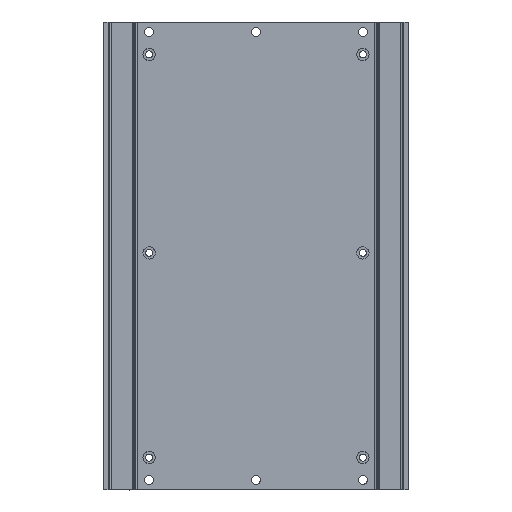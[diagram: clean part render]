
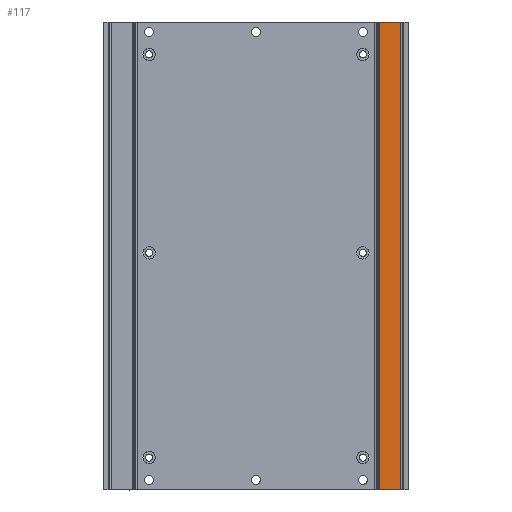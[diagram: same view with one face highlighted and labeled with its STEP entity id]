
A CAD part, left-side view. The second image highlights one B-rep face of the part: STEP entity #117.
In plain terms, the highlighted planar face has unit normal (-1, 0, 0).
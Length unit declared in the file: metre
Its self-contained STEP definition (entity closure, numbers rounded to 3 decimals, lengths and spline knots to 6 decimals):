
#117=ADVANCED_FACE('3861:7024',(#299),#300,.T.);
#299=FACE_OUTER_BOUND('',#498,.T.);
#300=PLANE('',#499);
#498=EDGE_LOOP('',(#1093,#1094,#1095,#1096));
#499=AXIS2_PLACEMENT_3D('',#1097,#1098,#1099);
#1093=ORIENTED_EDGE('',*,*,#1456,.F.);
#1094=ORIENTED_EDGE('',*,*,#1461,.T.);
#1095=ORIENTED_EDGE('',*,*,#1298,.F.);
#1096=ORIENTED_EDGE('',*,*,#1472,.F.);
#1097=CARTESIAN_POINT('',(0.048522,-0.044734,0.078125));
#1098=DIRECTION('',(-1.0,0.,0.));
#1099=DIRECTION('',(0.,1.0,0.0));
#1298=EDGE_CURVE('3861:7233',#1573,#1575,#1576,.T.);
#1456=EDGE_CURVE('3861:7245',#1837,#1839,#1840,.T.);
#1461=EDGE_CURVE('3861:8496',#1837,#1575,#1845,.T.);
#1472=EDGE_CURVE('3861:8529',#1839,#1573,#1860,.T.);
#1573=VERTEX_POINT('',#1986);
#1575=VERTEX_POINT('',#1988);
#1576=LINE('',#1989,#1990);
#1837=VERTEX_POINT('',#2304);
#1839=VERTEX_POINT('',#2306);
#1840=LINE('',#2307,#2308);
#1845=LINE('',#2316,#2317);
#1860=LINE('',#2342,#2343);
#1986=CARTESIAN_POINT('',(0.048522,-0.0404,0.001524));
#1988=CARTESIAN_POINT('',(0.048522,-0.0404,0.154726));
#1989=CARTESIAN_POINT('',(0.048522,-0.0404,0.078125));
#1990=VECTOR('',#2466,1.0);
#2304=CARTESIAN_POINT('',(0.048522,-0.0474,0.154726));
#2306=CARTESIAN_POINT('',(0.048522,-0.0474,0.001524));
#2307=CARTESIAN_POINT('',(0.048522,-0.0474,0.116425));
#2308=VECTOR('',#2832,1.0);
#2316=CARTESIAN_POINT('',(0.048522,0.000569,0.154726));
#2317=VECTOR('',#2839,1.0);
#2342=CARTESIAN_POINT('',(0.048522,0.000569,0.001524));
#2343=VECTOR('',#2850,1.0);
#2466=DIRECTION('',(0.,0.,1.0));
#2832=DIRECTION('',(0.,0.,-1.0));
#2839=DIRECTION('',(0.,1.0,0.));
#2850=DIRECTION('',(0.,1.0,0.));
